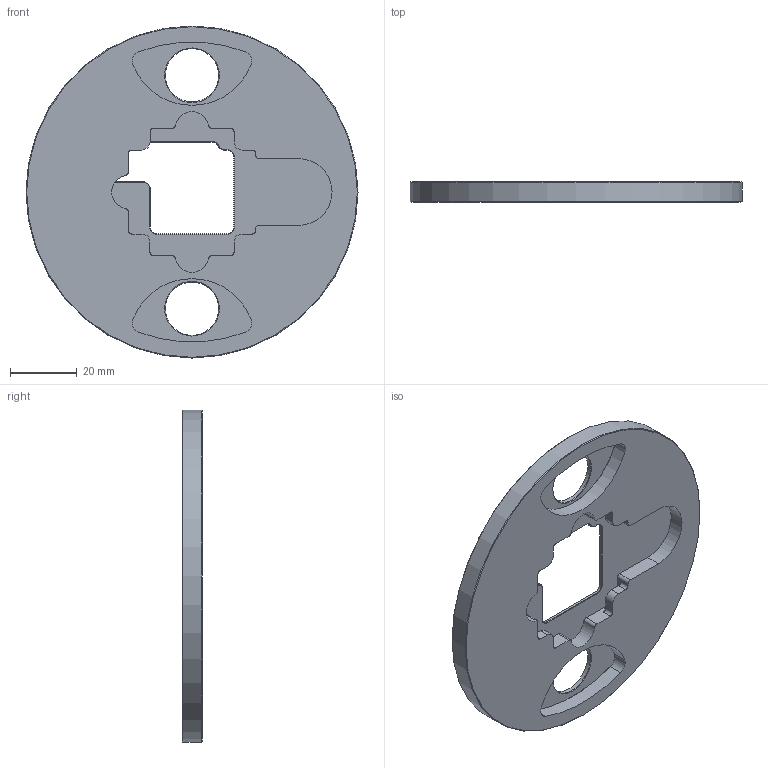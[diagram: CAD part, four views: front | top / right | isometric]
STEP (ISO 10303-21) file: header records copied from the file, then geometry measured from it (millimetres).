
FILE_DESCRIPTION(/* description */ (''),/* implementation_level */ '2;1');
FILE_NAME(/* name */ 'Sensor_Halterung_Sputtern.step',/* time_stamp */ '2025-10-26T00:44:05+02:00',/* author */ (''),/* organization */ (''),/* preprocessor_version */ 'ST-DEVELOPER v20.1',/* originating_system */ 'Autodesk Translation Framework v14.17.0.0',/* authorisation */ '');
FILE_SCHEMA (('AUTOMOTIVE_DESIGN { 1 0 10303 214 3 1 1 }'));
Length unit declared in the file: millimetre
Products named in the file (1): Base Plate Ardenne
Bounding box: 99.6 x 6 x 99.6 mm (x, y, z)
Volume: 29476.2 mm3; surface area: 25406.3 mm2
Topology: 2 solids, 2 shells, 167 faces, 452 edges, 291 vertices
Faces by surface type: cylinder 87, plane 53, cone 24, torus 3
Full cylindrical faces by diameter (mm): 14 x2, 16 x2, 93.8 x1, 94 x1, 99.6 x1
Entity records: 5369 total; most frequent: DIRECTION 999, CARTESIAN_POINT 911, ORIENTED_EDGE 904, EDGE_CURVE 452, AXIS2_PLACEMENT_3D 379, VERTEX_POINT 291, LINE 241, VECTOR 241
